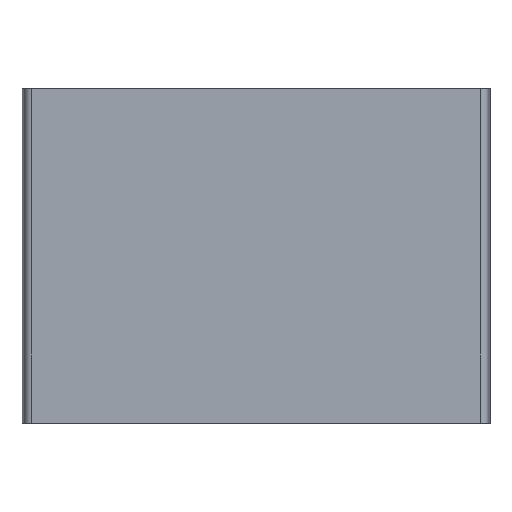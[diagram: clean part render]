
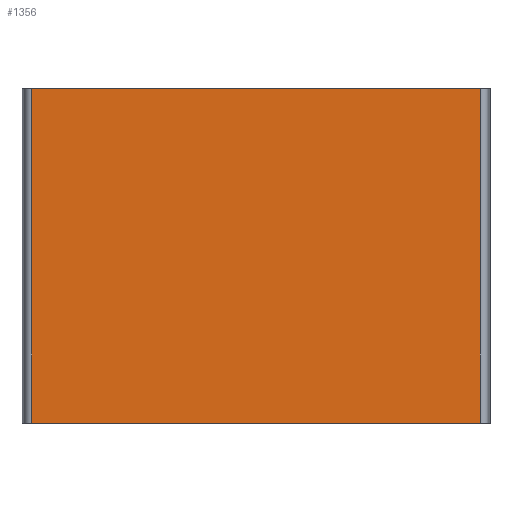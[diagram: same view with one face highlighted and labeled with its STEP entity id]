
A CAD part, top view. The second image highlights one B-rep face of the part: STEP entity #1356.
In plain terms, the highlighted planar face has unit normal (0, 0, 1).
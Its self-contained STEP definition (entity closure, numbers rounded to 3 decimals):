
#1239 = EDGE_CURVE ( 'NONE', #1322, #1282, #6354, .T. ) ;
#1242 = VERTEX_POINT ( 'NONE', #6395 ) ;
#1282 = VERTEX_POINT ( 'NONE', #6423 ) ;
#1293 = EDGE_CURVE ( 'NONE', #1312, #1242, #6413, .T. ) ;
#1312 = VERTEX_POINT ( 'NONE', #6456 ) ;
#1319 = EDGE_CURVE ( 'NONE', #1282, #1312, #6445, .T. ) ;
#1322 = VERTEX_POINT ( 'NONE', #6446 ) ;
#1351 = EDGE_LOOP ( 'NONE', ( #1360, #1362, #1364, #1353 ) ) ;
#1352 = EDGE_CURVE ( 'NONE', #1242, #1322, #6546, .T. ) ;
#1353 = ORIENTED_EDGE ( 'NONE', *, *, #1319, .T. ) ;
#1356 = ADVANCED_FACE ( 'NONE', ( #6548 ), #6541, .T. ) ;
#1360 = ORIENTED_EDGE ( 'NONE', *, *, #1293, .T. ) ;
#1362 = ORIENTED_EDGE ( 'NONE', *, *, #1352, .T. ) ;
#1364 = ORIENTED_EDGE ( 'NONE', *, *, #1239, .T. ) ;
#6354 = LINE ( 'NONE', #6394, #6391 ) ;
#6391 = VECTOR ( 'NONE', #6393, 1000. ) ;
#6393 = DIRECTION ( 'NONE',  ( 0., 1., 0. ) ) ;
#6394 = CARTESIAN_POINT ( 'NONE',  ( -1393.254, 4295.644, 35.737 ) ) ;
#6395 = CARTESIAN_POINT ( 'NONE',  ( -1628.042, 4291.144, 35.737 ) ) ;
#6405 = VECTOR ( 'NONE', #6467, 1000. ) ;
#6406 = CARTESIAN_POINT ( 'NONE',  ( -1628.042, 4295.644, 35.737 ) ) ;
#6413 = LINE ( 'NONE', #6406, #6405 ) ;
#6423 = CARTESIAN_POINT ( 'NONE',  ( -1393.254, 4466.144, 35.737 ) ) ;
#6444 = CARTESIAN_POINT ( 'NONE',  ( -1628.042, 4466.144, 35.737 ) ) ;
#6445 = LINE ( 'NONE', #6444, #6449 ) ;
#6446 = CARTESIAN_POINT ( 'NONE',  ( -1393.254, 4291.144, 35.737 ) ) ;
#6449 = VECTOR ( 'NONE', #6505, 1000. ) ;
#6456 = CARTESIAN_POINT ( 'NONE',  ( -1628.042, 4466.144, 35.737 ) ) ;
#6467 = DIRECTION ( 'NONE',  ( 0., -1., 0. ) ) ;
#6505 = DIRECTION ( 'NONE',  ( -1., 0., 0. ) ) ;
#6533 = DIRECTION ( 'NONE',  ( 0., -1., 0. ) ) ;
#6538 = CARTESIAN_POINT ( 'NONE',  ( -1628.042, 4295.644, 35.737 ) ) ;
#6541 = PLANE ( 'NONE',  #6550 ) ;
#6543 = DIRECTION ( 'NONE',  ( 1., 0., 0. ) ) ;
#6544 = VECTOR ( 'NONE', #6543, 1000. ) ;
#6545 = CARTESIAN_POINT ( 'NONE',  ( -1628.042, 4291.144, 35.737 ) ) ;
#6546 = LINE ( 'NONE', #6545, #6544 ) ;
#6547 = DIRECTION ( 'NONE',  ( 0., 0., 1. ) ) ;
#6548 = FACE_OUTER_BOUND ( 'NONE', #1351, .T. ) ;
#6550 = AXIS2_PLACEMENT_3D ( 'NONE', #6538, #6547, #6533 ) ;
